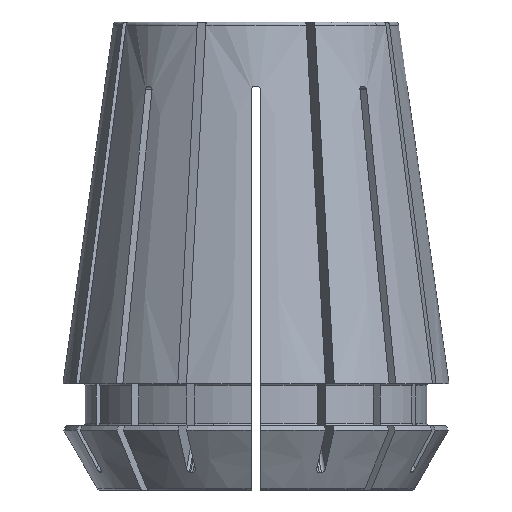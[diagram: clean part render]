
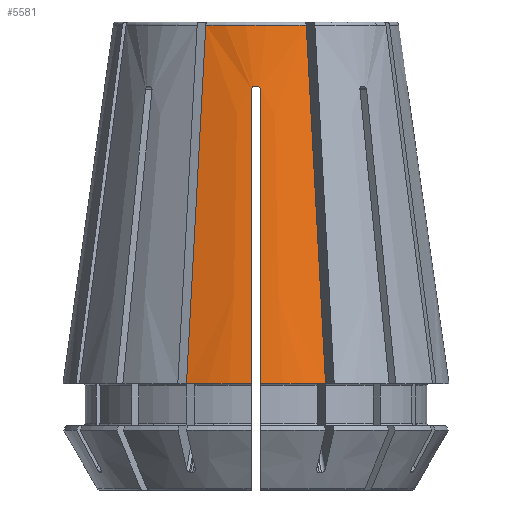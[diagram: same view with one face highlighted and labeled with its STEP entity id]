
A CAD part, front view. The second image highlights one B-rep face of the part: STEP entity #5581.
In plain terms, the highlighted conical face has half-angle 8 degrees and reference radius 16.5 mm.
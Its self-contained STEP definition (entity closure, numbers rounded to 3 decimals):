
#61=CONICAL_SURFACE('',#6005,16.5,0.14);
#277=B_SPLINE_CURVE_WITH_KNOTS('',3,(#8712,#8713,#8714,#8715),
 .UNSPECIFIED.,.F.,.U.,(4,4),(0.,0.031),
 .UNSPECIFIED.);
#278=B_SPLINE_CURVE_WITH_KNOTS('',3,(#8717,#8718,#8719,#8720,#8721,#8722,
#8723),.UNSPECIFIED.,.F.,.U.,(4,3,4),(0.021,0.023,
0.046),.UNSPECIFIED.);
#279=B_SPLINE_CURVE_WITH_KNOTS('',3,(#8725,#8726,#8727,#8728),
 .UNSPECIFIED.,.F.,.U.,(4,4),(0.,0.),.UNSPECIFIED.);
#280=B_SPLINE_CURVE_WITH_KNOTS('',3,(#8732,#8733,#8734,#8735),
 .UNSPECIFIED.,.F.,.U.,(4,4),(0.,0.),
 .UNSPECIFIED.);
#281=B_SPLINE_CURVE_WITH_KNOTS('',3,(#8737,#8738,#8739,#8740,#8741,#8742,
#8743),.UNSPECIFIED.,.F.,.U.,(4,3,4),(0.021,0.023,
0.046),.UNSPECIFIED.);
#282=B_SPLINE_CURVE_WITH_KNOTS('',3,(#8747,#8748,#8749,#8750),
 .UNSPECIFIED.,.F.,.U.,(4,4),(0.,0.031),
 .UNSPECIFIED.);
#656=CIRCLE('',#6004,16.5);
#657=CIRCLE('',#6006,12.93);
#658=CIRCLE('',#6007,16.5);
#659=CIRCLE('',#6008,12.194);
#1054=VERTEX_POINT('',#8707);
#1055=VERTEX_POINT('',#8709);
#1056=VERTEX_POINT('',#8716);
#1057=VERTEX_POINT('',#8724);
#1058=VERTEX_POINT('',#8729);
#1059=VERTEX_POINT('',#8731);
#1060=VERTEX_POINT('',#8736);
#1061=VERTEX_POINT('',#8744);
#1062=VERTEX_POINT('',#8746);
#1063=VERTEX_POINT('',#8751);
#2411=EDGE_CURVE('',#1054,#1055,#656,.T.);
#2412=EDGE_CURVE('',#1054,#1056,#277,.T.);
#2413=EDGE_CURVE('',#1057,#1055,#278,.T.);
#2414=EDGE_CURVE('',#1057,#1058,#279,.T.);
#2415=EDGE_CURVE('',#1059,#1058,#657,.T.);
#2416=EDGE_CURVE('',#1059,#1060,#280,.T.);
#2417=EDGE_CURVE('',#1060,#1061,#281,.T.);
#2418=EDGE_CURVE('',#1061,#1062,#658,.T.);
#2419=EDGE_CURVE('',#1062,#1063,#282,.T.);
#2420=EDGE_CURVE('',#1056,#1063,#659,.T.);
#3410=ORIENTED_EDGE('',*,*,#2412,.F.);
#3411=ORIENTED_EDGE('',*,*,#2411,.T.);
#3412=ORIENTED_EDGE('',*,*,#2413,.F.);
#3413=ORIENTED_EDGE('',*,*,#2414,.T.);
#3414=ORIENTED_EDGE('',*,*,#2415,.F.);
#3415=ORIENTED_EDGE('',*,*,#2416,.T.);
#3416=ORIENTED_EDGE('',*,*,#2417,.T.);
#3417=ORIENTED_EDGE('',*,*,#2418,.T.);
#3418=ORIENTED_EDGE('',*,*,#2419,.T.);
#3419=ORIENTED_EDGE('',*,*,#2420,.F.);
#4957=EDGE_LOOP('',(#3410,#3411,#3412,#3413,#3414,#3415,#3416,#3417,#3418,
#3419));
#5269=FACE_BOUND('',#4957,.T.);
#5581=ADVANCED_FACE('',(#5269),#61,.T.);
#6004=AXIS2_PLACEMENT_3D('',#8710,#6827,#6828);
#6005=AXIS2_PLACEMENT_3D('',#8711,#6829,#6830);
#6006=AXIS2_PLACEMENT_3D('',#8730,#6831,#6832);
#6007=AXIS2_PLACEMENT_3D('',#8745,#6833,#6834);
#6008=AXIS2_PLACEMENT_3D('',#8752,#6835,#6836);
#6827=DIRECTION('',(0.,0.,1.));
#6828=DIRECTION('',(16.5,0.,0.));
#6829=DIRECTION('',(0.,0.,-1.));
#6830=DIRECTION('',(-16.5,0.,0.));
#6831=DIRECTION('',(0.,0.,-1.));
#6832=DIRECTION('',(-12.93,0.,0.));
#6833=DIRECTION('',(0.,0.,1.));
#6834=DIRECTION('',(16.5,0.,0.));
#6835=DIRECTION('',(0.,0.,1.));
#6836=DIRECTION('',(12.194,0.,0.));
#8707=CARTESIAN_POINT('',(-5.943,-15.393,9.1));
#8709=CARTESIAN_POINT('',(-0.4,-16.495,9.1));
#8710=CARTESIAN_POINT('',(0.,0.,9.1));
#8711=CARTESIAN_POINT('',(0.,0.,9.1));
#8712=CARTESIAN_POINT('',(-5.943,-15.393,9.1));
#8713=CARTESIAN_POINT('',(-5.393,-14.066,19.314));
#8714=CARTESIAN_POINT('',(-4.844,-12.739,29.528));
#8715=CARTESIAN_POINT('',(-4.294,-11.412,39.742));
#8716=CARTESIAN_POINT('',(-4.294,-11.412,39.742));
#8717=CARTESIAN_POINT('',(-0.4,-12.966,34.2));
#8718=CARTESIAN_POINT('',(-0.4,-13.093,33.299));
#8719=CARTESIAN_POINT('',(-0.4,-13.22,32.398));
#8720=CARTESIAN_POINT('',(-0.4,-13.346,31.497));
#8721=CARTESIAN_POINT('',(-0.4,-14.396,24.031));
#8722=CARTESIAN_POINT('',(-0.4,-15.446,16.566));
#8723=CARTESIAN_POINT('',(-0.4,-16.495,9.1));
#8724=CARTESIAN_POINT('',(-0.4,-12.966,34.2));
#8725=CARTESIAN_POINT('',(-0.4,-12.966,34.2));
#8726=CARTESIAN_POINT('',(-0.4,-12.944,34.358));
#8727=CARTESIAN_POINT('',(-0.259,-12.929,34.5));
#8728=CARTESIAN_POINT('',(-0.1,-12.93,34.5));
#8729=CARTESIAN_POINT('',(-0.1,-12.93,34.5));
#8730=CARTESIAN_POINT('',(0.,0.,34.5));
#8731=CARTESIAN_POINT('',(0.1,-12.93,34.5));
#8732=CARTESIAN_POINT('',(0.1,-12.93,34.5));
#8733=CARTESIAN_POINT('',(0.259,-12.929,34.5));
#8734=CARTESIAN_POINT('',(0.4,-12.944,34.358));
#8735=CARTESIAN_POINT('',(0.4,-12.966,34.2));
#8736=CARTESIAN_POINT('',(0.4,-12.966,34.2));
#8737=CARTESIAN_POINT('',(0.4,-12.966,34.2));
#8738=CARTESIAN_POINT('',(0.4,-13.093,33.299));
#8739=CARTESIAN_POINT('',(0.4,-13.22,32.398));
#8740=CARTESIAN_POINT('',(0.4,-13.346,31.497));
#8741=CARTESIAN_POINT('',(0.4,-14.396,24.031));
#8742=CARTESIAN_POINT('',(0.4,-15.446,16.566));
#8743=CARTESIAN_POINT('',(0.4,-16.495,9.1));
#8744=CARTESIAN_POINT('',(0.4,-16.495,9.1));
#8745=CARTESIAN_POINT('',(0.,0.,9.1));
#8746=CARTESIAN_POINT('',(5.943,-15.393,9.1));
#8747=CARTESIAN_POINT('',(5.943,-15.393,9.1));
#8748=CARTESIAN_POINT('',(5.393,-14.066,19.314));
#8749=CARTESIAN_POINT('',(4.844,-12.739,29.528));
#8750=CARTESIAN_POINT('',(4.294,-11.412,39.742));
#8751=CARTESIAN_POINT('',(4.294,-11.412,39.742));
#8752=CARTESIAN_POINT('',(0.,0.,39.742));
